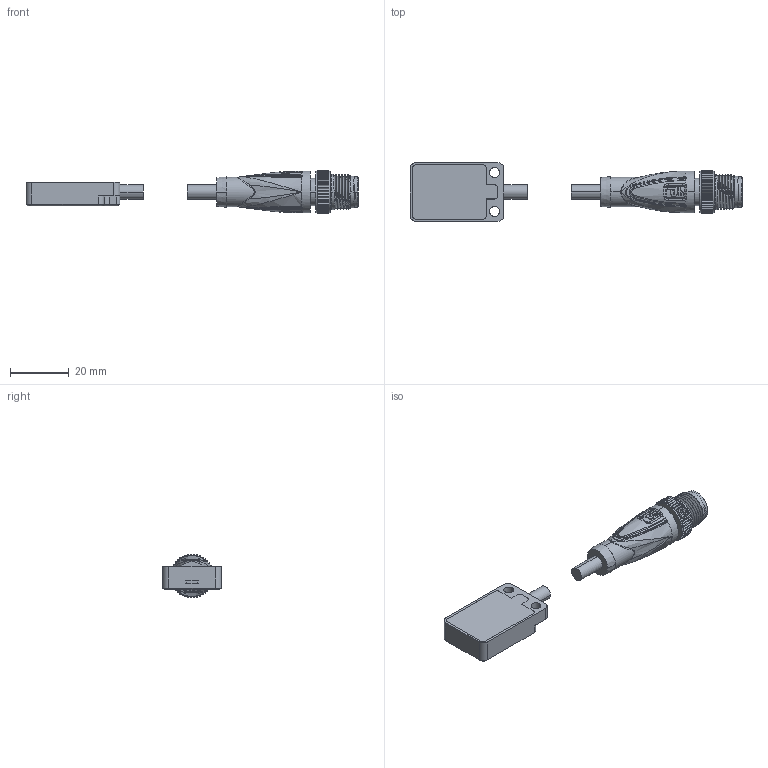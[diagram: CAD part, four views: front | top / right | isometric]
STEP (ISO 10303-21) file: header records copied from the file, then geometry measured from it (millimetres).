
FILE_DESCRIPTION((''),'2;1');
FILE_NAME('DM_CAD-B0D4A_ASM','2016-04-01T',('Creinig-se'),(''),'PRO/ENGINEER BY PARAMETRIC TECHNOLOGY CORPORATION, 2015440','PRO/ENGINEER BY PARAMETRIC TECHNOLOGY CORPORATION, 2015440','');
FILE_SCHEMA(('CONFIG_CONTROL_DESIGN'));
Products named in the file (4): DM_CAD-B0D4A_3486; DM_CAD-B0D4A_25969; DM_CAD-B0D4A_FLATPACK_ASM; DM_CAD-B0D4A_ASM
Assembly tree (3 placements, depth 3):
  DM_CAD-B0D4A_ASM
    DM_CAD-B0D4A_FLATPACK_ASM
      DM_CAD-B0D4A_3486
      DM_CAD-B0D4A_25969
Bounding box: 113.19 x 20 x 14.8 mm (x, y, z)
Volume: 10208.4 mm3; surface area: 7252.1 mm2
Topology: 2 solids, 2 shells, 608 faces, 1522 edges, 929 vertices
Faces by surface type: plane 304, cylinder 160, bspline 101, cone 23, torus 12, sphere 8
Entity records: 30992 total; most frequent: CARTESIAN_POINT 11795, ORIENTED_EDGE 3020, DIRECTION 2765, PRESENTATION_STYLE_ASSIGNMENT 1568, STYLED_ITEM 1512, CURVE_STYLE 1510, EDGE_CURVE 1510, AXIS2_PLACEMENT_3D 1054
